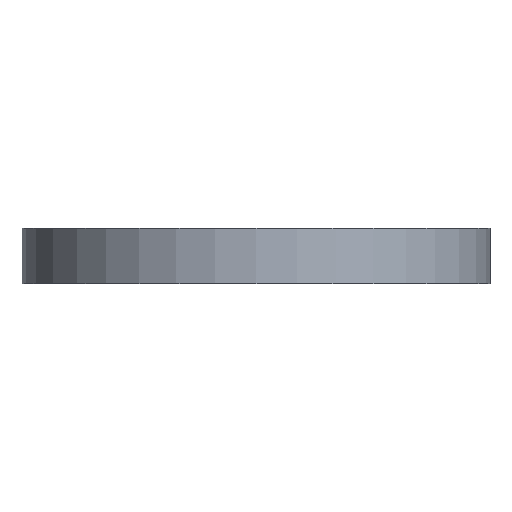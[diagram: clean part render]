
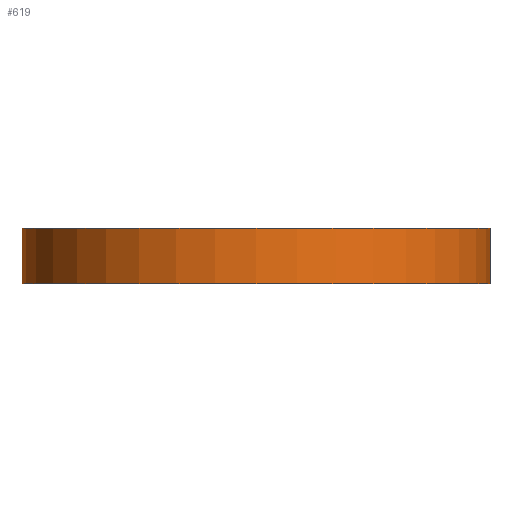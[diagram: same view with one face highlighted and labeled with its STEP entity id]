
A CAD part, front view. The second image highlights one B-rep face of the part: STEP entity #619.
In plain terms, the highlighted cylindrical face has radius 92.5 mm (diameter 185 mm), a partial arc.
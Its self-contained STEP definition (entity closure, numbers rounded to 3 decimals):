
#25 = CIRCLE ( 'NONE', #26, 92.5 ) ;
#26 = AXIS2_PLACEMENT_3D ( 'NONE', #675, #676, #677 ) ;
#29 = CIRCLE ( 'NONE', #30, 92.5 ) ;
#30 = AXIS2_PLACEMENT_3D ( 'NONE', #683, #684, #685 ) ;
#33 = EDGE_CURVE ( 'NONE', #401, #598, #630, .T. ) ;
#37 = VECTOR ( 'NONE', #704, 1000. ) ;
#53 = EDGE_CURVE ( 'NONE', #401, #494, #25, .T. ) ;
#71 = EDGE_CURVE ( 'NONE', #598, #404, #29, .T. ) ;
#137 = DIRECTION ( 'NONE',  ( 1., 0., 0. ) ) ;
#138 = DIRECTION ( 'NONE',  ( 0., 0., 1. ) ) ;
#139 = CARTESIAN_POINT ( 'NONE',  ( 0., 0., -62. ) ) ;
#141 = FACE_OUTER_BOUND ( 'NONE', #573, .T. ) ;
#142 = CYLINDRICAL_SURFACE ( 'NONE', #236, 92.5 ) ;
#144 = CARTESIAN_POINT ( 'NONE',  ( -92.5, 0., 0. ) ) ;
#162 = EDGE_CURVE ( 'NONE', #494, #404, #702, .T. ) ;
#192 = CARTESIAN_POINT ( 'NONE',  ( 92.5, 0., -22. ) ) ;
#236 = AXIS2_PLACEMENT_3D ( 'NONE', #139, #138, #137 ) ;
#313 = VECTOR ( 'NONE', #634, 1000. ) ;
#357 = CARTESIAN_POINT ( 'NONE',  ( -92.5, 0., -22. ) ) ;
#359 = CARTESIAN_POINT ( 'NONE',  ( 92.5, 0., 0. ) ) ;
#386 = ORIENTED_EDGE ( 'NONE', *, *, #33, .F. ) ;
#387 = ORIENTED_EDGE ( 'NONE', *, *, #53, .T. ) ;
#401 = VERTEX_POINT ( 'NONE', #357 ) ;
#404 = VERTEX_POINT ( 'NONE', #359 ) ;
#466 = ORIENTED_EDGE ( 'NONE', *, *, #162, .T. ) ;
#467 = ORIENTED_EDGE ( 'NONE', *, *, #71, .F. ) ;
#494 = VERTEX_POINT ( 'NONE', #192 ) ;
#573 = EDGE_LOOP ( 'NONE', ( #386, #387, #466, #467 ) ) ;
#598 = VERTEX_POINT ( 'NONE', #144 ) ;
#619 = ADVANCED_FACE ( 'NONE', ( #141 ), #142, .T. ) ;
#630 = LINE ( 'NONE', #632, #313 ) ;
#632 = CARTESIAN_POINT ( 'NONE',  ( -92.5, 0., -62. ) ) ;
#634 = DIRECTION ( 'NONE',  ( 0., 0., 1. ) ) ;
#675 = CARTESIAN_POINT ( 'NONE',  ( 0., 0., -22. ) ) ;
#676 = DIRECTION ( 'NONE',  ( 0., 0., 1. ) ) ;
#677 = DIRECTION ( 'NONE',  ( 1., 0., 0. ) ) ;
#683 = CARTESIAN_POINT ( 'NONE',  ( 0., 0., 0. ) ) ;
#684 = DIRECTION ( 'NONE',  ( 0., 0., 1. ) ) ;
#685 = DIRECTION ( 'NONE',  ( 1., 0., 0. ) ) ;
#702 = LINE ( 'NONE', #703, #37 ) ;
#703 = CARTESIAN_POINT ( 'NONE',  ( 92.5, 0., -62. ) ) ;
#704 = DIRECTION ( 'NONE',  ( 0., 0., 1. ) ) ;
